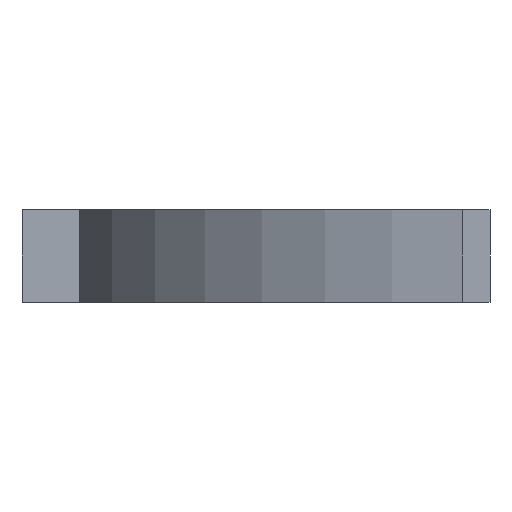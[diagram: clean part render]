
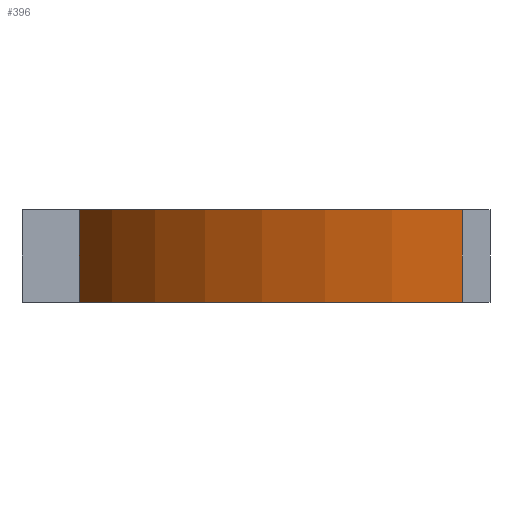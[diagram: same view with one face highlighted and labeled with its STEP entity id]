
A CAD part, front view. The second image highlights one B-rep face of the part: STEP entity #396.
In plain terms, the highlighted cylindrical face has radius 50 mm (diameter 100 mm), a partial arc.
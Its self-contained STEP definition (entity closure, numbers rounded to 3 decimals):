
#124 = VERTEX_POINT('',#125);
#125 = CARTESIAN_POINT('',(-4.55,-49.793,0.));
#131 = EDGE_CURVE('',#132,#124,#134,.T.);
#132 = VERTEX_POINT('',#133);
#133 = CARTESIAN_POINT('',(-45.826,-20.,0.));
#134 = CIRCLE('',#135,50.);
#135 = AXIS2_PLACEMENT_3D('',#136,#137,#138);
#136 = CARTESIAN_POINT('',(0.,0.,0.));
#137 = DIRECTION('',(0.,0.,1.));
#138 = DIRECTION('',(1.,0.,0.));
#214 = VERTEX_POINT('',#215);
#215 = CARTESIAN_POINT('',(-4.55,-49.793,10.));
#221 = EDGE_CURVE('',#222,#214,#224,.T.);
#222 = VERTEX_POINT('',#223);
#223 = CARTESIAN_POINT('',(-45.826,-20.,10.));
#224 = CIRCLE('',#225,50.);
#225 = AXIS2_PLACEMENT_3D('',#226,#227,#228);
#226 = CARTESIAN_POINT('',(0.,0.,10.));
#227 = DIRECTION('',(0.,0.,1.));
#228 = DIRECTION('',(1.,0.,0.));
#374 = EDGE_CURVE('',#124,#214,#375,.T.);
#375 = LINE('',#376,#377);
#376 = CARTESIAN_POINT('',(-4.55,-49.793,0.));
#377 = VECTOR('',#378,1.);
#378 = DIRECTION('',(0.,0.,1.));
#396 = ADVANCED_FACE('',(#397),#408,.T.);
#397 = FACE_BOUND('',#398,.F.);
#398 = EDGE_LOOP('',(#399,#405,#406,#407));
#399 = ORIENTED_EDGE('',*,*,#400,.T.);
#400 = EDGE_CURVE('',#132,#222,#401,.T.);
#401 = LINE('',#402,#403);
#402 = CARTESIAN_POINT('',(-45.826,-20.,0.));
#403 = VECTOR('',#404,1.);
#404 = DIRECTION('',(0.,0.,1.));
#405 = ORIENTED_EDGE('',*,*,#221,.T.);
#406 = ORIENTED_EDGE('',*,*,#374,.F.);
#407 = ORIENTED_EDGE('',*,*,#131,.F.);
#408 = CYLINDRICAL_SURFACE('',#409,50.);
#409 = AXIS2_PLACEMENT_3D('',#410,#411,#412);
#410 = CARTESIAN_POINT('',(0.,0.,0.));
#411 = DIRECTION('',(-0.,-0.,-1.));
#412 = DIRECTION('',(1.,0.,0.));
